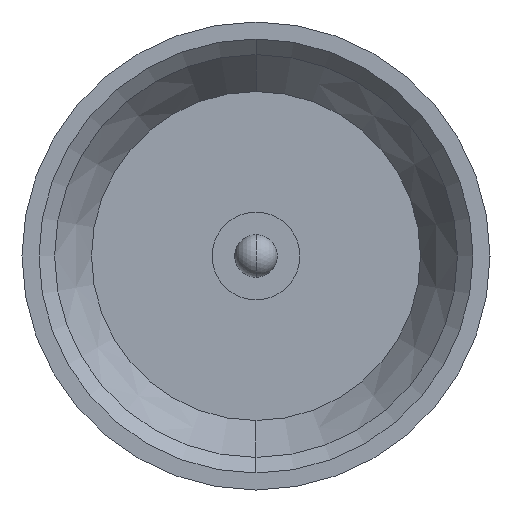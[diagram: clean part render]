
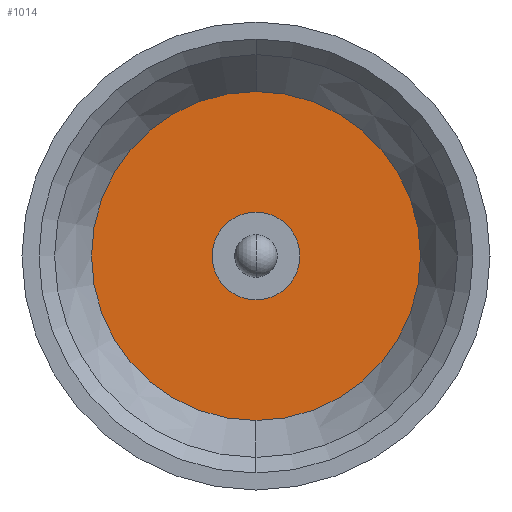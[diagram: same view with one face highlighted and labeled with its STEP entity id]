
A CAD part, left-side view. The second image highlights one B-rep face of the part: STEP entity #1014.
In plain terms, the highlighted planar face has unit normal (-1, 0, 0).
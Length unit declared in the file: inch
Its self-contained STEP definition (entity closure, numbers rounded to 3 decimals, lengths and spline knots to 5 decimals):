
#4 = CIRCLE ( 'NONE', #595, 0.01546 ) ;
#58 = CARTESIAN_POINT ( 'NONE',  ( 0.11, 0., -0.0625 ) ) ;
#66 = DIRECTION ( 'NONE',  ( 0., 0., -1. ) ) ;
#71 = EDGE_LOOP ( 'NONE', ( #343, #392 ) ) ;
#102 = DIRECTION ( 'NONE',  ( 0., 0., 1. ) ) ;
#106 = VERTEX_POINT ( 'NONE', #1050 ) ;
#128 = DIRECTION ( 'NONE',  ( 0., 0., 1. ) ) ;
#233 = EDGE_CURVE ( 'NONE', #618, #501, #729, .T. ) ;
#256 = CIRCLE ( 'NONE', #990, 0.01546 ) ;
#304 = EDGE_CURVE ( 'NONE', #501, #618, #926, .T. ) ;
#343 = ORIENTED_EDGE ( 'NONE', *, *, #304, .T. ) ;
#392 = ORIENTED_EDGE ( 'NONE', *, *, #233, .T. ) ;
#410 = CARTESIAN_POINT ( 'NONE',  ( 0.11, 0., 0. ) ) ;
#463 = DIRECTION ( 'NONE',  ( -1., 0., 0. ) ) ;
#501 = VERTEX_POINT ( 'NONE', #865 ) ;
#531 = EDGE_CURVE ( 'NONE', #694, #106, #256, .T. ) ;
#537 = CARTESIAN_POINT ( 'NONE',  ( 0.11, 0., 0. ) ) ;
#550 = CARTESIAN_POINT ( 'NONE',  ( 0.11, 0., 0. ) ) ;
#553 = CARTESIAN_POINT ( 'NONE',  ( 0.11, 0.01546, 0. ) ) ;
#582 = DIRECTION ( 'NONE',  ( 0., 0., 1. ) ) ;
#587 = EDGE_CURVE ( 'NONE', #106, #694, #4, .T. ) ;
#595 = AXIS2_PLACEMENT_3D ( 'NONE', #537, #714, #128 ) ;
#618 = VERTEX_POINT ( 'NONE', #58 ) ;
#659 = FACE_OUTER_BOUND ( 'NONE', #71, .T. ) ;
#688 = AXIS2_PLACEMENT_3D ( 'NONE', #553, #799, #66 ) ;
#694 = VERTEX_POINT ( 'NONE', #1045 ) ;
#714 = DIRECTION ( 'NONE',  ( -1., 0., 0. ) ) ;
#717 = DIRECTION ( 'NONE',  ( 0., 0., 1. ) ) ;
#729 = CIRCLE ( 'NONE', #813, 0.0625 ) ;
#740 = DIRECTION ( 'NONE',  ( -1., 0., 0. ) ) ;
#799 = DIRECTION ( 'NONE',  ( 1., 0., 0. ) ) ;
#813 = AXIS2_PLACEMENT_3D ( 'NONE', #1005, #914, #102 ) ;
#865 = CARTESIAN_POINT ( 'NONE',  ( 0.11, 0., 0.0625 ) ) ;
#868 = AXIS2_PLACEMENT_3D ( 'NONE', #410, #740, #582 ) ;
#872 = PLANE ( 'NONE',  #688 ) ;
#873 = FACE_BOUND ( 'NONE', #960, .T. ) ;
#914 = DIRECTION ( 'NONE',  ( -1., 0., 0. ) ) ;
#926 = CIRCLE ( 'NONE', #868, 0.0625 ) ;
#960 = EDGE_LOOP ( 'NONE', ( #1008, #971 ) ) ;
#971 = ORIENTED_EDGE ( 'NONE', *, *, #587, .F. ) ;
#990 = AXIS2_PLACEMENT_3D ( 'NONE', #550, #463, #717 ) ;
#1005 = CARTESIAN_POINT ( 'NONE',  ( 0.11, 0., 0. ) ) ;
#1008 = ORIENTED_EDGE ( 'NONE', *, *, #531, .F. ) ;
#1014 = ADVANCED_FACE ( 'NONE', ( #873, #659 ), #872, .F. ) ;
#1045 = CARTESIAN_POINT ( 'NONE',  ( 0.11, 0., 0.01546 ) ) ;
#1050 = CARTESIAN_POINT ( 'NONE',  ( 0.11, 0., -0.01546 ) ) ;
